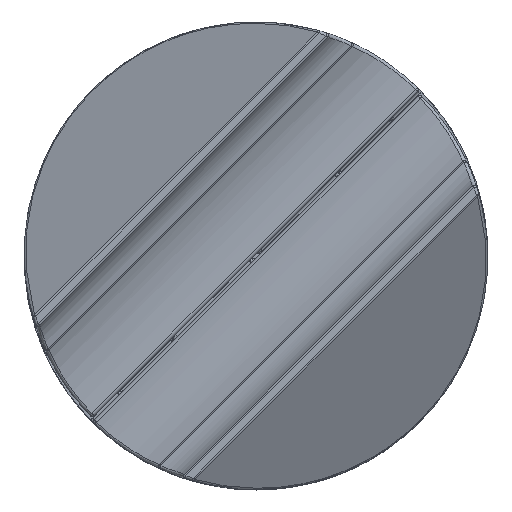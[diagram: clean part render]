
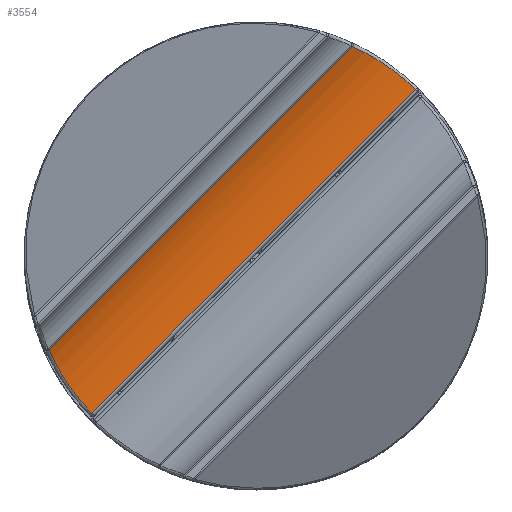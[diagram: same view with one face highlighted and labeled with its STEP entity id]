
A CAD part, top view. The second image highlights one B-rep face of the part: STEP entity #3554.
In plain terms, the highlighted cylindrical face has radius 6.594 mm (diameter 13.188 mm), a partial arc.
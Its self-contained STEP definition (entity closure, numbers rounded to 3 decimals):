
#132=B_SPLINE_CURVE_WITH_KNOTS('',3,(#6604,#6605,#6606,#6607),
 .UNSPECIFIED.,.F.,.F.,(4,4),(-0.001,0.),.UNSPECIFIED.);
#133=B_SPLINE_CURVE_WITH_KNOTS('',3,(#6646,#6647,#6648,#6649,#6650),
 .UNSPECIFIED.,.F.,.F.,(4,1,4),(0.165,0.485,0.896),
 .UNSPECIFIED.);
#134=B_SPLINE_CURVE_WITH_KNOTS('',3,(#6651,#6652,#6653,#6654),
 .UNSPECIFIED.,.F.,.F.,(4,4),(-0.896,-0.896),
 .UNSPECIFIED.);
#135=B_SPLINE_CURVE_WITH_KNOTS('',3,(#6680,#6681,#6682,#6683),
 .UNSPECIFIED.,.F.,.F.,(4,4),(-0.041,-0.04),
 .UNSPECIFIED.);
#137=B_SPLINE_CURVE_WITH_KNOTS('',3,(#6767,#6768,#6769,#6770,#6771),
 .UNSPECIFIED.,.F.,.F.,(4,1,4),(0.428,0.733,1.16),
 .UNSPECIFIED.);
#138=B_SPLINE_CURVE_WITH_KNOTS('',3,(#6772,#6773,#6774,#6775),
 .UNSPECIFIED.,.F.,.F.,(4,4),(-0.428,-0.428),
 .UNSPECIFIED.);
#279=CYLINDRICAL_SURFACE('',#4016,6.594);
#420=LINE('',#6738,#600);
#428=LINE('',#6892,#608);
#600=VECTOR('',#4838,10.);
#608=VECTOR('',#4870,10.);
#856=FACE_OUTER_BOUND('',#1104,.T.);
#1104=EDGE_LOOP('',(#2874,#2875,#2876,#2877,#2878,#2879,#2880,#2881));
#1654=VERTEX_POINT('',#6555);
#1655=VERTEX_POINT('',#6557);
#1658=VERTEX_POINT('',#6615);
#1660=VERTEX_POINT('',#6645);
#1661=VERTEX_POINT('',#6677);
#1662=VERTEX_POINT('',#6679);
#1663=VERTEX_POINT('',#6731);
#1665=VERTEX_POINT('',#6766);
#2063=EDGE_CURVE('',#1655,#1654,#132,.T.);
#2070=EDGE_CURVE('',#1658,#1660,#133,.T.);
#2071=EDGE_CURVE('',#1655,#1660,#134,.T.);
#2074=EDGE_CURVE('',#1661,#1662,#135,.T.);
#2080=EDGE_CURVE('',#1663,#1658,#420,.T.);
#2082=EDGE_CURVE('',#1665,#1663,#137,.T.);
#2083=EDGE_CURVE('',#1665,#1662,#138,.T.);
#2096=EDGE_CURVE('',#1661,#1654,#428,.T.);
#2874=ORIENTED_EDGE('',*,*,#2070,.F.);
#2875=ORIENTED_EDGE('',*,*,#2080,.F.);
#2876=ORIENTED_EDGE('',*,*,#2082,.F.);
#2877=ORIENTED_EDGE('',*,*,#2083,.T.);
#2878=ORIENTED_EDGE('',*,*,#2074,.F.);
#2879=ORIENTED_EDGE('',*,*,#2096,.T.);
#2880=ORIENTED_EDGE('',*,*,#2063,.F.);
#2881=ORIENTED_EDGE('',*,*,#2071,.T.);
#3554=ADVANCED_FACE('',(#856),#279,.F.);
#4016=AXIS2_PLACEMENT_3D('',#6891,#4868,#4869);
#4838=DIRECTION('',(-0.707,0.707,0.));
#4868=DIRECTION('center_axis',(-0.707,0.707,0.));
#4869=DIRECTION('ref_axis',(0.18,0.18,0.967));
#4870=DIRECTION('',(-0.707,0.707,0.));
#6555=CARTESIAN_POINT('',(-15.522,6.245,-10.341));
#6557=CARTESIAN_POINT('',(-15.53,6.253,-10.341));
#6604=CARTESIAN_POINT('Ctrl Pts',(-15.53,6.253,-10.341));
#6605=CARTESIAN_POINT('Ctrl Pts',(-15.527,6.25,-10.341));
#6606=CARTESIAN_POINT('Ctrl Pts',(-15.525,6.248,-10.341));
#6607=CARTESIAN_POINT('Ctrl Pts',(-15.522,6.245,-10.341));
#6615=CARTESIAN_POINT('',(-12.051,11.706,-8.341));
#6645=CARTESIAN_POINT('',(-15.53,6.253,-10.341));
#6646=CARTESIAN_POINT('Ctrl Pts',(-12.051,11.706,-8.341));
#6647=CARTESIAN_POINT('Ctrl Pts',(-12.757,10.983,-8.115));
#6648=CARTESIAN_POINT('Ctrl Pts',(-14.282,9.075,-8.165));
#6649=CARTESIAN_POINT('Ctrl Pts',(-15.194,7.133,-9.395));
#6650=CARTESIAN_POINT('Ctrl Pts',(-15.53,6.253,-10.341));
#6651=CARTESIAN_POINT('Ctrl Pts',(-15.53,6.253,-10.341));
#6652=CARTESIAN_POINT('Ctrl Pts',(-15.53,6.253,-10.341));
#6653=CARTESIAN_POINT('Ctrl Pts',(-15.53,6.253,-10.341));
#6654=CARTESIAN_POINT('Ctrl Pts',(-15.53,6.253,-10.341));
#6677=CARTESIAN_POINT('',(6.245,-15.522,-10.341));
#6679=CARTESIAN_POINT('',(6.253,-15.53,-10.341));
#6680=CARTESIAN_POINT('Ctrl Pts',(6.245,-15.522,-10.341));
#6681=CARTESIAN_POINT('Ctrl Pts',(6.248,-15.525,-10.341));
#6682=CARTESIAN_POINT('Ctrl Pts',(6.25,-15.527,-10.341));
#6683=CARTESIAN_POINT('Ctrl Pts',(6.253,-15.53,-10.341));
#6731=CARTESIAN_POINT('',(11.706,-12.051,-8.341));
#6738=CARTESIAN_POINT('',(11.849,-12.193,-8.341));
#6766=CARTESIAN_POINT('',(6.253,-15.53,-10.341));
#6767=CARTESIAN_POINT('Ctrl Pts',(6.253,-15.53,-10.341));
#6768=CARTESIAN_POINT('Ctrl Pts',(6.905,-15.282,-9.64));
#6769=CARTESIAN_POINT('Ctrl Pts',(8.749,-14.466,-8.289));
#6770=CARTESIAN_POINT('Ctrl Pts',(10.742,-12.992,-8.04));
#6771=CARTESIAN_POINT('Ctrl Pts',(11.706,-12.051,-8.341));
#6772=CARTESIAN_POINT('Ctrl Pts',(6.253,-15.53,-10.341));
#6773=CARTESIAN_POINT('Ctrl Pts',(6.253,-15.53,-10.341));
#6774=CARTESIAN_POINT('Ctrl Pts',(6.253,-15.53,-10.341));
#6775=CARTESIAN_POINT('Ctrl Pts',(6.253,-15.53,-10.341));
#6891=CARTESIAN_POINT('Origin',(10.833,-13.209,-14.776));
#6892=CARTESIAN_POINT('',(7.382,-16.659,-10.341));
